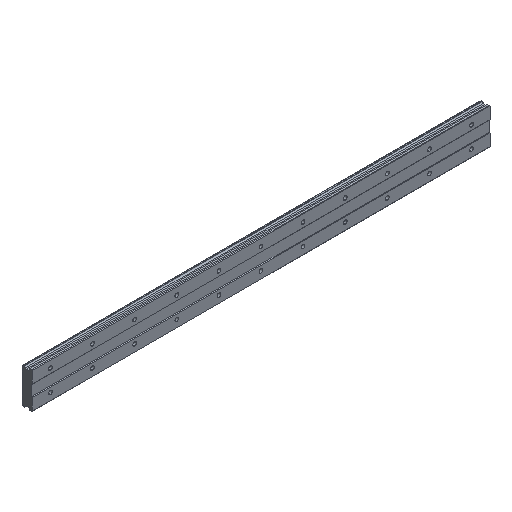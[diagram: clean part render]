
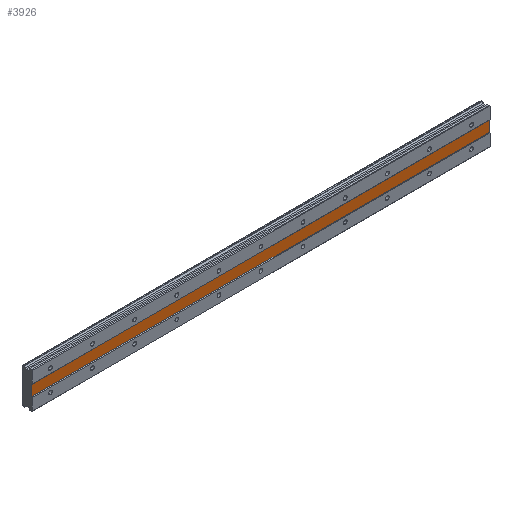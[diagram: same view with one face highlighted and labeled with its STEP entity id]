
A CAD part, isometric view. The second image highlights one B-rep face of the part: STEP entity #3926.
In plain terms, the highlighted planar face has unit normal (0, -1, 0).
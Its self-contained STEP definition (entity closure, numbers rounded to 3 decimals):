
#8 = DIRECTION ( 'NONE',  ( 0., 0., 1. ) ) ;
#141 = ORIENTED_EDGE ( 'NONE', *, *, #1824, .F. ) ;
#142 = ORIENTED_EDGE ( 'NONE', *, *, #1906, .T. ) ;
#531 = AXIS2_PLACEMENT_3D ( 'NONE', #3148, #1809, #8 ) ;
#538 = CARTESIAN_POINT ( 'NONE',  ( 835., 1., 10. ) ) ;
#607 = DIRECTION ( 'NONE',  ( 1., 0., 0. ) ) ;
#775 = FACE_OUTER_BOUND ( 'NONE', #3666, .T. ) ;
#834 = LINE ( 'NONE', #538, #2561 ) ;
#927 = CARTESIAN_POINT ( 'NONE',  ( -35., 1., 34.482 ) ) ;
#1102 = CARTESIAN_POINT ( 'NONE',  ( 835., 1., -10. ) ) ;
#1298 = VERTEX_POINT ( 'NONE', #3119 ) ;
#1321 = CARTESIAN_POINT ( 'NONE',  ( 835., 1., 34.482 ) ) ;
#1393 = VECTOR ( 'NONE', #2353, 1000. ) ;
#1563 = EDGE_CURVE ( 'NONE', #1298, #1612, #3707, .T. ) ;
#1612 = VERTEX_POINT ( 'NONE', #1745 ) ;
#1745 = CARTESIAN_POINT ( 'NONE',  ( 835., 1., -10. ) ) ;
#1809 = DIRECTION ( 'NONE',  ( 0., 1., 0. ) ) ;
#1824 = EDGE_CURVE ( 'NONE', #2689, #1298, #834, .T. ) ;
#1825 = VECTOR ( 'NONE', #4128, 1000. ) ;
#1905 = VERTEX_POINT ( 'NONE', #4460 ) ;
#1906 = EDGE_CURVE ( 'NONE', #1905, #1612, #2042, .T. ) ;
#2042 = LINE ( 'NONE', #1102, #1825 ) ;
#2054 = ORIENTED_EDGE ( 'NONE', *, *, #2987, .T. ) ;
#2353 = DIRECTION ( 'NONE',  ( 0., 0., -1. ) ) ;
#2561 = VECTOR ( 'NONE', #607, 1000. ) ;
#2689 = VERTEX_POINT ( 'NONE', #3802 ) ;
#2987 = EDGE_CURVE ( 'NONE', #2689, #1905, #3450, .T. ) ;
#3119 = CARTESIAN_POINT ( 'NONE',  ( 835., 1., 10. ) ) ;
#3148 = CARTESIAN_POINT ( 'NONE',  ( 835., 1., 10. ) ) ;
#3365 = DIRECTION ( 'NONE',  ( 0., 0., -1. ) ) ;
#3450 = LINE ( 'NONE', #927, #1393 ) ;
#3453 = ORIENTED_EDGE ( 'NONE', *, *, #1563, .F. ) ;
#3666 = EDGE_LOOP ( 'NONE', ( #142, #3453, #141, #2054 ) ) ;
#3707 = LINE ( 'NONE', #1321, #3852 ) ;
#3802 = CARTESIAN_POINT ( 'NONE',  ( -35., 1., 10. ) ) ;
#3852 = VECTOR ( 'NONE', #3365, 1000. ) ;
#3883 = PLANE ( 'NONE',  #531 ) ;
#3926 = ADVANCED_FACE ( 'NONE', ( #775 ), #3883, .F. ) ;
#4128 = DIRECTION ( 'NONE',  ( 1., 0., 0. ) ) ;
#4460 = CARTESIAN_POINT ( 'NONE',  ( -35., 1., -10. ) ) ;
